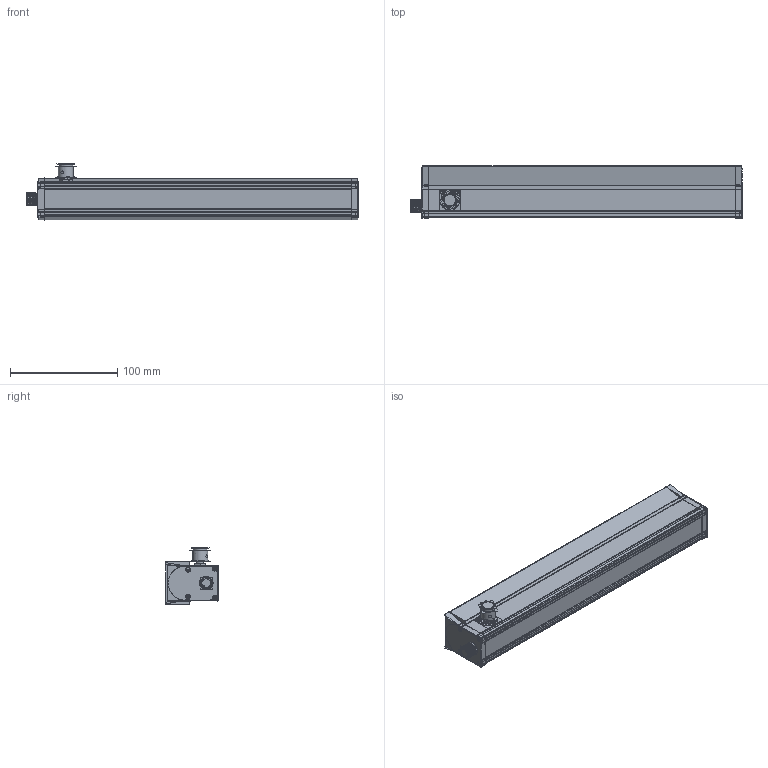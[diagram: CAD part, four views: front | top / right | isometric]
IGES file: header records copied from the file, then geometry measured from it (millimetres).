
Start section:  PTC IGES file: 236798_sm01.igs
Global section: file name: 236798_sm01.igs; native system: Creo Parametric by PTC Inc.; preprocessor: 2022414; author: banengservice; organization: Unknown; date: 20240604.090802; units: millimetre
Bounding box: 309.3 x 49.25 x 53.21 mm (x, y, z)
Volume: 417042 mm3; surface area: 273339.6 mm2
Topology: 1 solids, 2 shells, 1258 faces, 6310 edges, 7839 vertices
Faces by surface type: bspline 764, revolution 486, extrusion 8
